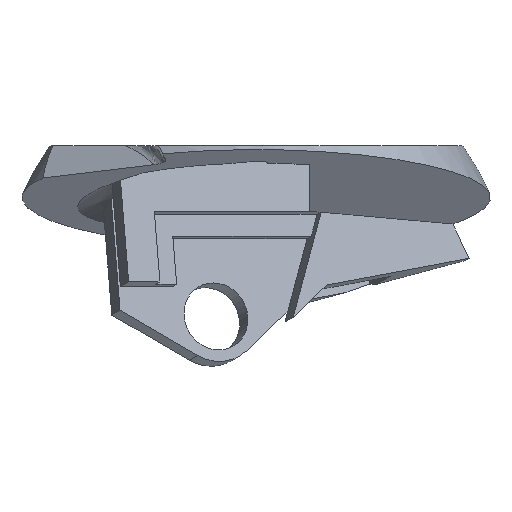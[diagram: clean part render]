
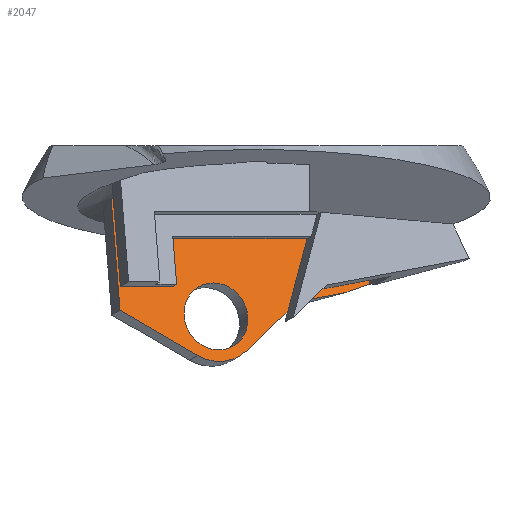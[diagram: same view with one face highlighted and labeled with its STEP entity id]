
A CAD part, top view. The second image highlights one B-rep face of the part: STEP entity #2047.
In plain terms, the highlighted planar face has unit normal (0.366, 0.209, 0.907).
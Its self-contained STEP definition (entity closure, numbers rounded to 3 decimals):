
#10 = VECTOR ( 'NONE', #877, 1000. ) ;
#34 = EDGE_CURVE ( 'NONE', #38, #2405, #2526, .T. ) ;
#38 = VERTEX_POINT ( 'NONE', #1753 ) ;
#45 = FACE_BOUND ( 'NONE', #1777, .T. ) ;
#117 = VECTOR ( 'NONE', #409, 1000. ) ;
#124 = ORIENTED_EDGE ( 'NONE', *, *, #518, .F. ) ;
#130 = CARTESIAN_POINT ( 'NONE',  ( -5.557, 2.762, -11.076 ) ) ;
#137 = CARTESIAN_POINT ( 'NONE',  ( -12.065, -10.23, -5.448 ) ) ;
#194 = DIRECTION ( 'NONE',  ( 0.859, 0.3, -0.416 ) ) ;
#231 = CARTESIAN_POINT ( 'NONE',  ( -10.438, 1.05, -8.709 ) ) ;
#270 = LINE ( 'NONE', #1598, #10 ) ;
#272 = ORIENTED_EDGE ( 'NONE', *, *, #3003, .F. ) ;
#283 = ORIENTED_EDGE ( 'NONE', *, *, #2822, .F. ) ;
#344 = VERTEX_POINT ( 'NONE', #2984 ) ;
#348 = EDGE_CURVE ( 'NONE', #1545, #2569, #2794, .T. ) ;
#374 = ORIENTED_EDGE ( 'NONE', *, *, #2330, .F. ) ;
#377 = CIRCLE ( 'NONE', #1603, 3.05 ) ;
#379 = DIRECTION ( 'NONE',  ( 0.078, -0.978, 0.194 ) ) ;
#394 = EDGE_CURVE ( 'NONE', #1545, #38, #549, .T. ) ;
#407 = CARTESIAN_POINT ( 'NONE',  ( 409298.889, -237636.235, -110517.522 ) ) ;
#409 = DIRECTION ( 'NONE',  ( 0., -0.974, 0.225 ) ) ;
#416 = VERTEX_POINT ( 'NONE', #1669 ) ;
#442 = CARTESIAN_POINT ( 'NONE',  ( 4.75, -1.662, -14.219 ) ) ;
#482 = CARTESIAN_POINT ( 'NONE',  ( -7.963, 1.817, -9.886 ) ) ;
#497 = CARTESIAN_POINT ( 'NONE',  ( 25433.523, -317058.1, 62910.136 ) ) ;
#518 = EDGE_CURVE ( 'NONE', #2405, #416, #1517, .T. ) ;
#549 = LINE ( 'NONE', #1186, #1171 ) ;
#588 = CARTESIAN_POINT ( 'NONE',  ( 4.75, -2.407, -14.048 ) ) ;
#608 = DIRECTION ( 'NONE',  ( -0.927, 0., 0.375 ) ) ;
#611 = CARTESIAN_POINT ( 'NONE',  ( -3.585, -10.23, -8.874 ) ) ;
#615 = CARTESIAN_POINT ( 'NONE',  ( -2.37, 2.274, -12.251 ) ) ;
#630 = ORIENTED_EDGE ( 'NONE', *, *, #2229, .T. ) ;
#639 = VERTEX_POINT ( 'NONE', #2564 ) ;
#645 = ORIENTED_EDGE ( 'NONE', *, *, #348, .T. ) ;
#671 = CARTESIAN_POINT ( 'NONE',  ( -1.919, 2.126, -12.4 ) ) ;
#705 = DIRECTION ( 'NONE',  ( 0.366, 0.209, 0.907 ) ) ;
#714 = CARTESIAN_POINT ( 'NONE',  ( -6.741, 2.24, -10.478 ) ) ;
#742 = ORIENTED_EDGE ( 'NONE', *, *, #2658, .T. ) ;
#749 = LINE ( 'NONE', #1608, #117 ) ;
#841 = DIRECTION ( 'NONE',  ( -0.927, 0., 0.375 ) ) ;
#846 = CARTESIAN_POINT ( 'NONE',  ( -3.724, 2.632, -11.787 ) ) ;
#877 = DIRECTION ( 'NONE',  ( -0.927, 0., 0.375 ) ) ;
#906 = CARTESIAN_POINT ( 'NONE',  ( -0.597, 1.594, -12.811 ) ) ;
#914 = ORIENTED_EDGE ( 'NONE', *, *, #394, .F. ) ;
#924 = FACE_OUTER_BOUND ( 'NONE', #3074, .T. ) ;
#941 = CARTESIAN_POINT ( 'NONE',  ( -11.677, 0.67, -8.121 ) ) ;
#951 = CARTESIAN_POINT ( 'NONE',  ( -5.844, 2.608, -10.925 ) ) ;
#958 = DIRECTION ( 'NONE',  ( -0.366, -0.209, -0.907 ) ) ;
#966 = AXIS2_PLACEMENT_3D ( 'NONE', #2163, #705, #2420 ) ;
#1034 = VECTOR ( 'NONE', #1891, 1000. ) ;
#1067 = B_SPLINE_CURVE_WITH_KNOTS ( 'NONE', 3,
 ( #130, #2328, #846, #615, #671, #2620, #906, #1156, #2128, #2843, #1883, #442 ),
 .UNSPECIFIED., .F., .F.,
 ( 4, 2, 2, 2, 2, 4 ),
 ( 0., 0.003, 0.004, 0.006, 0.009, 0.012 ),
 .UNSPECIFIED. ) ;
#1074 = PLANE ( 'NONE',  #2527 ) ;
#1089 = EDGE_CURVE ( 'NONE', #344, #2569, #2816, .T. ) ;
#1154 = EDGE_CURVE ( 'NONE', #1491, #2320, #1067, .T. ) ;
#1156 = CARTESIAN_POINT ( 'NONE',  ( 0.692, 0.968, -13.187 ) ) ;
#1162 = CARTESIAN_POINT ( 'NONE',  ( 4.75, -1.662, -14.219 ) ) ;
#1171 = VECTOR ( 'NONE', #1174, 1000. ) ;
#1174 = DIRECTION ( 'NONE',  ( -0.899, -0.17, 0.403 ) ) ;
#1186 = CARTESIAN_POINT ( 'NONE',  ( 280651.87, 52971.031, -125632.726 ) ) ;
#1359 = ORIENTED_EDGE ( 'NONE', *, *, #2200, .T. ) ;
#1440 = ORIENTED_EDGE ( 'NONE', *, *, #1586, .F. ) ;
#1467 = VECTOR ( 'NONE', #2435, 1000. ) ;
#1491 = VERTEX_POINT ( 'NONE', #2727 ) ;
#1492 = VERTEX_POINT ( 'NONE', #588 ) ;
#1505 = CARTESIAN_POINT ( 'NONE',  ( 10.091, -7.342, -15.066 ) ) ;
#1517 = CIRCLE ( 'NONE', #1814, 4.1 ) ;
#1545 = VERTEX_POINT ( 'NONE', #2041 ) ;
#1546 = LINE ( 'NONE', #407, #2905 ) ;
#1553 = ORIENTED_EDGE ( 'NONE', *, *, #1154, .F. ) ;
#1586 = EDGE_CURVE ( 'NONE', #3050, #639, #377, .T. ) ;
#1598 = CARTESIAN_POINT ( 'NONE',  ( 346765.25, -2.407, -140114.384 ) ) ;
#1603 = AXIS2_PLACEMENT_3D ( 'NONE', #611, #2322, #841 ) ;
#1608 = CARTESIAN_POINT ( 'NONE',  ( 4.75, -10.968, -12.071 ) ) ;
#1669 = CARTESIAN_POINT ( 'NONE',  ( -5.208, -13.702, -7.417 ) ) ;
#1675 = LINE ( 'NONE', #137, #1774 ) ;
#1753 = CARTESIAN_POINT ( 'NONE',  ( 3.726, -8.899, -12.135 ) ) ;
#1774 = VECTOR ( 'NONE', #379, 1000. ) ;
#1777 = EDGE_LOOP ( 'NONE', ( #1440, #272 ) ) ;
#1780 = VERTEX_POINT ( 'NONE', #2713 ) ;
#1813 = CARTESIAN_POINT ( 'NONE',  ( -3.585, -10.23, -8.874 ) ) ;
#1814 = AXIS2_PLACEMENT_3D ( 'NONE', #2591, #958, #2582 ) ;
#1883 = CARTESIAN_POINT ( 'NONE',  ( 3.959, -1.1, -14.03 ) ) ;
#1891 = DIRECTION ( 'NONE',  ( -0.66, -0.629, 0.412 ) ) ;
#1928 = CARTESIAN_POINT ( 'NONE',  ( -8.582, 1.624, -9.592 ) ) ;
#2041 = CARTESIAN_POINT ( 'NONE',  ( 7.874, -8.116, -13.992 ) ) ;
#2047 = ADVANCED_FACE ( 'NONE', ( #924, #45 ), #1074, .F. ) ;
#2063 = DIRECTION ( 'NONE',  ( -0.366, -0.209, -0.907 ) ) ;
#2096 = DIRECTION ( 'NONE',  ( 0.842, -0.489, -0.227 ) ) ;
#2107 = CARTESIAN_POINT ( 'NONE',  ( -12.906, 0.263, -7.53 ) ) ;
#2128 = CARTESIAN_POINT ( 'NONE',  ( 1.528, 0.483, -13.413 ) ) ;
#2163 = CARTESIAN_POINT ( 'NONE',  ( -3.585, -10.23, -8.874 ) ) ;
#2175 = CARTESIAN_POINT ( 'NONE',  ( -7.045, 2.131, -10.33 ) ) ;
#2200 = EDGE_CURVE ( 'NONE', #1780, #416, #1546, .T. ) ;
#2229 = EDGE_CURVE ( 'NONE', #344, #1492, #270, .T. ) ;
#2319 = CARTESIAN_POINT ( 'NONE',  ( 51528.898, 49071.147, -32160.677 ) ) ;
#2320 = VERTEX_POINT ( 'NONE', #1162 ) ;
#2322 = DIRECTION ( 'NONE',  ( 0.366, 0.209, 0.907 ) ) ;
#2328 = CARTESIAN_POINT ( 'NONE',  ( -4.636, 2.759, -11.448 ) ) ;
#2330 = EDGE_CURVE ( 'NONE', #2845, #1491, #2868, .T. ) ;
#2405 = VERTEX_POINT ( 'NONE', #2907 ) ;
#2420 = DIRECTION ( 'NONE',  ( -0.927, 0., 0.375 ) ) ;
#2429 = CARTESIAN_POINT ( 'NONE',  ( -6.141, 2.479, -10.775 ) ) ;
#2431 = CARTESIAN_POINT ( 'NONE',  ( -0.757, -10.23, -10.016 ) ) ;
#2435 = DIRECTION ( 'NONE',  ( 0.078, -0.978, 0.194 ) ) ;
#2443 = CIRCLE ( 'NONE', #966, 3.05 ) ;
#2526 = LINE ( 'NONE', #2319, #1034 ) ;
#2527 = AXIS2_PLACEMENT_3D ( 'NONE', #1813, #2063, #608 ) ;
#2564 = CARTESIAN_POINT ( 'NONE',  ( -6.413, -10.23, -7.731 ) ) ;
#2569 = VERTEX_POINT ( 'NONE', #1505 ) ;
#2581 = ORIENTED_EDGE ( 'NONE', *, *, #1089, .F. ) ;
#2582 = DIRECTION ( 'NONE',  ( -0.927, 0., 0.375 ) ) ;
#2591 = CARTESIAN_POINT ( 'NONE',  ( -3.585, -10.23, -8.874 ) ) ;
#2620 = CARTESIAN_POINT ( 'NONE',  ( -1.033, 1.786, -12.679 ) ) ;
#2643 = CARTESIAN_POINT ( 'NONE',  ( -12.906, 0.263, -7.53 ) ) ;
#2651 = CARTESIAN_POINT ( 'NONE',  ( -5.557, 2.762, -11.076 ) ) ;
#2658 = EDGE_CURVE ( 'NONE', #2845, #1780, #1675, .T. ) ;
#2713 = CARTESIAN_POINT ( 'NONE',  ( -12.108, -9.696, -5.554 ) ) ;
#2727 = CARTESIAN_POINT ( 'NONE',  ( -5.557, 2.762, -11.076 ) ) ;
#2736 = VECTOR ( 'NONE', #194, 1000. ) ;
#2794 = LINE ( 'NONE', #2833, #2736 ) ;
#2816 = LINE ( 'NONE', #497, #1467 ) ;
#2822 = EDGE_CURVE ( 'NONE', #2320, #1492, #749, .T. ) ;
#2833 = CARTESIAN_POINT ( 'NONE',  ( -2.944, -11.893, -8.749 ) ) ;
#2843 = CARTESIAN_POINT ( 'NONE',  ( 3.16, -0.551, -13.834 ) ) ;
#2845 = VERTEX_POINT ( 'NONE', #2107 ) ;
#2868 = B_SPLINE_CURVE_WITH_KNOTS ( 'NONE', 3,
 ( #2643, #941, #231, #1928, #482, #2175, #714, #2429, #951, #2651 ),
 .UNSPECIFIED., .F., .F.,
 ( 4, 2, 2, 2, 4 ),
 ( 0.002, 0.006, 0.008, 0.009, 0.01 ),
 .UNSPECIFIED. ) ;
#2905 = VECTOR ( 'NONE', #2096, 1000. ) ;
#2907 = CARTESIAN_POINT ( 'NONE',  ( -0.895, -13.301, -9.252 ) ) ;
#2984 = CARTESIAN_POINT ( 'NONE',  ( 9.695, -2.407, -16.046 ) ) ;
#3003 = EDGE_CURVE ( 'NONE', #639, #3050, #2443, .T. ) ;
#3044 = ORIENTED_EDGE ( 'NONE', *, *, #34, .F. ) ;
#3050 = VERTEX_POINT ( 'NONE', #2431 ) ;
#3074 = EDGE_LOOP ( 'NONE', ( #3044, #914, #645, #2581, #630, #283, #1553, #374, #742, #1359, #124 ) ) ;
